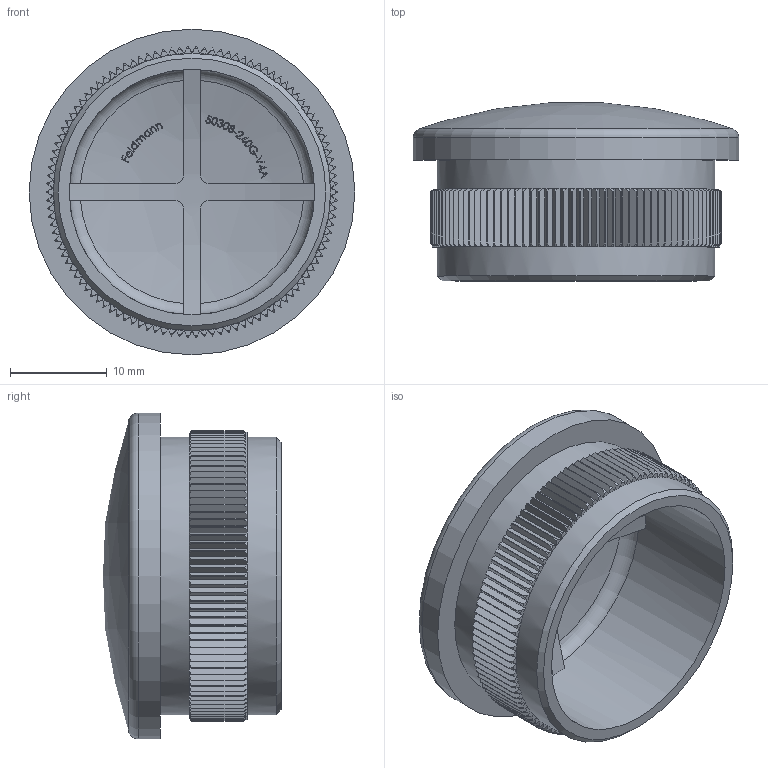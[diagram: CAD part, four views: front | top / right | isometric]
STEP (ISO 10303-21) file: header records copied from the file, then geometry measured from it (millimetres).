
FILE_DESCRIPTION (( 'STEP AP203' ), '1' );
FILE_NAME ('50308-240G-V4A.step', '2020-04-23T14:59:47', ( '' ), ( '' ), 'SwSTEP 2.0', 'SolidWorks 2015', '' );
FILE_SCHEMA (( 'CONFIG_CONTROL_DESIGN' ));
Length unit declared in the file: millimetre
Products named in the file (2): 50308-240G-V4A
Bounding box: 33.7 x 18.42 x 33.7 mm (x, y, z)
Volume: 5080.8 mm3; surface area: 5071.9 mm2
Topology: 1 solids, 1 shells, 1087 faces, 2706 edges, 1656 vertices
Faces by surface type: plane 575, cone 221, bspline 129, cylinder 118, sphere 39, torus 5
Full cylindrical faces by diameter (mm): 25.4 x1, 28.7 x2, 33.7 x1
Entity records: 37955 total; most frequent: CARTESIAN_POINT 13124, ORIENTED_EDGE 5398, DIRECTION 4850, EDGE_CURVE 2699, AXIS2_PLACEMENT_3D 1905, VERTEX_POINT 1655, EDGE_LOOP 1128, FACE_OUTER_BOUND 1092
